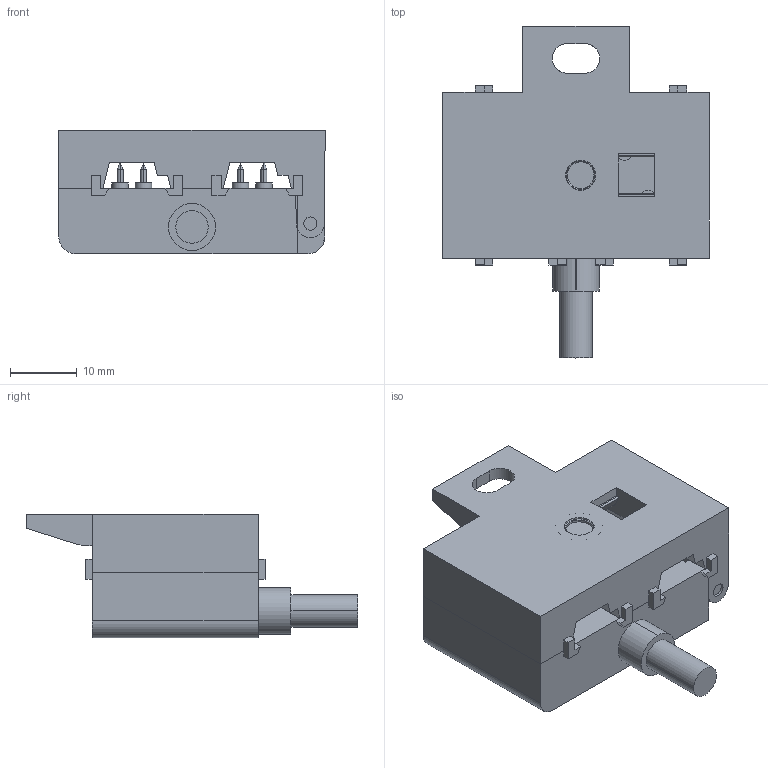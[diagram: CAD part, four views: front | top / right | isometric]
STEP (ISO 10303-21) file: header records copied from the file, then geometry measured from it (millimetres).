
FILE_DESCRIPTION((''),'2;1');
FILE_NAME('04BYF4_VARB','2009-01-20T',('IndustrieHansa'),('Pepperl+Fuchs'),'PRO/ENGINEER BY PARAMETRIC TECHNOLOGY CORPORATION, 2006420','PRO/ENGINEER BY PARAMETRIC TECHNOLOGY CORPORATION, 2006420','');
FILE_SCHEMA(('AUTOMOTIVE_DESIGN_CC2 { 1 2 10303 214 -1 1 5 2 }'));
Length unit declared in the file: millimetre
Products named in the file (1): 04BYF4_VARB
Bounding box: 39.8 x 49.58 x 18.45 mm (x, y, z)
Surface area: 7512.2 mm2 (no closed solid volume)
Topology: 0 solids, 0 shells, 241 faces, 1170 edges, 1154 vertices
Faces by surface type: bspline 241
Entity records: 21563 total; most frequent: CARTESIAN_POINT 6187, DIRECTION 1775, TRIMMED_CURVE 1597, VECTOR 1419, LINE 1419, DEFINITIONAL_REPRESENTATION 1154, PCURVE 1154, COMPOSITE_CURVE_SEGMENT 1154
